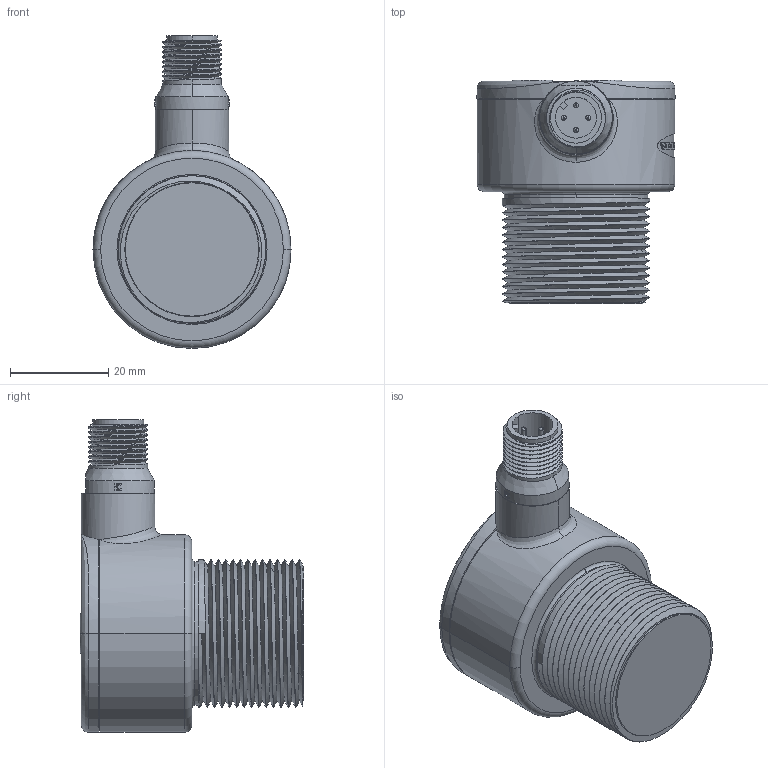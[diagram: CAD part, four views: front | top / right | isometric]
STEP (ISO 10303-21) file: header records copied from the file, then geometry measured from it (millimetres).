
FILE_DESCRIPTION((''),'2;1');
FILE_NAME('138420_SW','2010-10-06T',('banengservice'),('BANNER ENGINEERING'),'PRO/ENGINEER BY PARAMETRIC TECHNOLOGY CORPORATION, 2009141','PRO/ENGINEER BY PARAMETRIC TECHNOLOGY CORPORATION, 2009141','');
FILE_SCHEMA(('CONFIG_CONTROL_DESIGN'));
Length unit declared in the file: inch
Products named in the file (1): 138420_SW
Bounding box: 40.24 x 45.42 x 63.59 mm (x, y, z)
Volume: 13114.5 mm3; surface area: 23911.7 mm2
Topology: 1 solids, 3 shells, 688 faces, 1797 edges, 1174 vertices
Faces by surface type: cylinder 328, plane 266, bspline 36, cone 32, torus 23, extrusion 2, sphere 1
Entity records: 32664 total; most frequent: CARTESIAN_POINT 16368, ORIENTED_EDGE 3586, DIRECTION 3092, EDGE_CURVE 1793, VERTEX_POINT 1174, AXIS2_PLACEMENT_3D 1162, VECTOR 768, LINE 766
